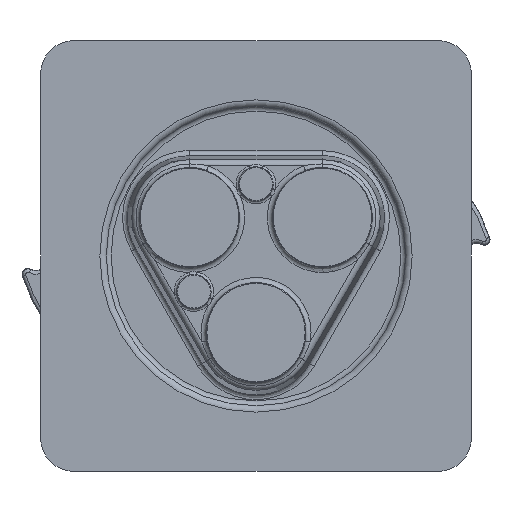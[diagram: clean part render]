
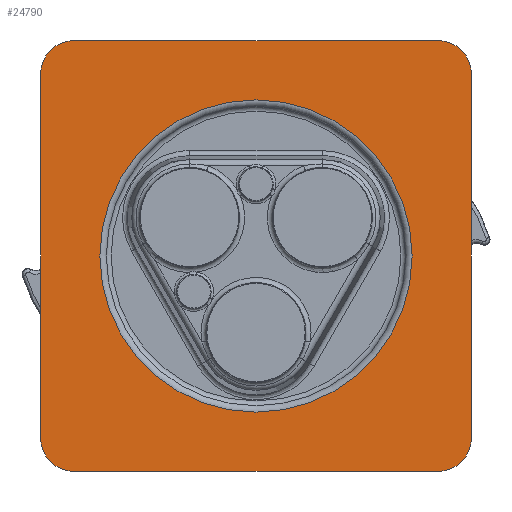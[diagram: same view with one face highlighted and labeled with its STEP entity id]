
A CAD part, top view. The second image highlights one B-rep face of the part: STEP entity #24790.
In plain terms, the highlighted planar face has unit normal (0, 0, 1).
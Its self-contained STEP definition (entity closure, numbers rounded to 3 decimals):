
#1026=FACE_BOUND('',#7387,.T.);
#1225=PLANE('',#27928);
#3043=LINE('',#65803,#3897);
#3044=LINE('',#65807,#3898);
#3045=LINE('',#65811,#3899);
#3046=LINE('',#65815,#3900);
#3897=VECTOR('',#34702,216.001);
#3898=VECTOR('',#34705,216.001);
#3899=VECTOR('',#34708,216.001);
#3900=VECTOR('',#34711,216.001);
#5655=FACE_OUTER_BOUND('',#7386,.T.);
#7386=EDGE_LOOP('',(#21843,#21844,#21845,#21846,#21847,#21848,#21849,#21850));
#7387=EDGE_LOOP('',(#21851));
#9392=CIRCLE('',#27929,19.5);
#9393=CIRCLE('',#27930,19.5);
#9394=CIRCLE('',#27931,19.5);
#9395=CIRCLE('',#27932,19.5);
#9396=CIRCLE('',#27933,92.431);
#11688=VERTEX_POINT('',#65801);
#11689=VERTEX_POINT('',#65802);
#11690=VERTEX_POINT('',#65804);
#11691=VERTEX_POINT('',#65806);
#11692=VERTEX_POINT('',#65808);
#11693=VERTEX_POINT('',#65810);
#11694=VERTEX_POINT('',#65812);
#11695=VERTEX_POINT('',#65814);
#11696=VERTEX_POINT('',#65817);
#15130=EDGE_CURVE('',#11688,#11689,#3043,.T.);
#15131=EDGE_CURVE('',#11689,#11690,#9392,.T.);
#15132=EDGE_CURVE('',#11690,#11691,#3044,.T.);
#15133=EDGE_CURVE('',#11691,#11692,#9393,.T.);
#15134=EDGE_CURVE('',#11692,#11693,#3045,.T.);
#15135=EDGE_CURVE('',#11693,#11694,#9394,.T.);
#15136=EDGE_CURVE('',#11694,#11695,#3046,.T.);
#15137=EDGE_CURVE('',#11695,#11688,#9395,.T.);
#15138=EDGE_CURVE('',#11696,#11696,#9396,.T.);
#21843=ORIENTED_EDGE('',*,*,#15130,.T.);
#21844=ORIENTED_EDGE('',*,*,#15131,.T.);
#21845=ORIENTED_EDGE('',*,*,#15132,.T.);
#21846=ORIENTED_EDGE('',*,*,#15133,.T.);
#21847=ORIENTED_EDGE('',*,*,#15134,.T.);
#21848=ORIENTED_EDGE('',*,*,#15135,.T.);
#21849=ORIENTED_EDGE('',*,*,#15136,.T.);
#21850=ORIENTED_EDGE('',*,*,#15137,.T.);
#21851=ORIENTED_EDGE('',*,*,#15138,.T.);
#24790=ADVANCED_FACE('',(#5655,#1026),#1225,.F.);
#27928=AXIS2_PLACEMENT_3D('',#65800,#34700,#34701);
#27929=AXIS2_PLACEMENT_3D('',#65805,#34703,#34704);
#27930=AXIS2_PLACEMENT_3D('',#65809,#34706,#34707);
#27931=AXIS2_PLACEMENT_3D('',#65813,#34709,#34710);
#27932=AXIS2_PLACEMENT_3D('',#65816,#34712,#34713);
#27933=AXIS2_PLACEMENT_3D('',#65818,#34714,#34715);
#34700=DIRECTION('center_axis',(0.,0.,
-1.));
#34701=DIRECTION('ref_axis',(-1.,0.,0.));
#34702=DIRECTION('',(0.,1.,0.));
#34703=DIRECTION('center_axis',(0.,0.,
1.));
#34704=DIRECTION('ref_axis',(-1.,0.,0.));
#34705=DIRECTION('',(-1.,0.,0.));
#34706=DIRECTION('center_axis',(0.,0.,
1.));
#34707=DIRECTION('ref_axis',(1.,0.,0.));
#34708=DIRECTION('',(0.,-1.,0.));
#34709=DIRECTION('center_axis',(0.,0.,
1.));
#34710=DIRECTION('ref_axis',(1.,0.,0.));
#34711=DIRECTION('',(1.,0.,0.));
#34712=DIRECTION('center_axis',(0.,0.,
1.));
#34713=DIRECTION('ref_axis',(-1.,0.,0.));
#34714=DIRECTION('center_axis',(0.,0.,
-1.));
#34715=DIRECTION('ref_axis',(-1.,0.,0.));
#65800=CARTESIAN_POINT('Origin',(-107.95,107.95,0.));
#65801=CARTESIAN_POINT('',(127.501,-108.001,0.));
#65802=CARTESIAN_POINT('',(127.501,108.001,0.));
#65803=CARTESIAN_POINT('',(127.501,-108.001,0.));
#65804=CARTESIAN_POINT('',(108.001,127.501,0.));
#65805=CARTESIAN_POINT('Origin',(108.001,108.001,0.));
#65806=CARTESIAN_POINT('',(-108.001,127.501,0.));
#65807=CARTESIAN_POINT('',(108.001,127.501,0.));
#65808=CARTESIAN_POINT('',(-127.501,108.001,0.));
#65809=CARTESIAN_POINT('Origin',(-108.001,108.001,0.));
#65810=CARTESIAN_POINT('',(-127.501,-108.001,0.));
#65811=CARTESIAN_POINT('',(-127.501,108.001,0.));
#65812=CARTESIAN_POINT('',(-108.001,-127.501,0.));
#65813=CARTESIAN_POINT('Origin',(-108.001,-108.001,0.));
#65814=CARTESIAN_POINT('',(108.001,-127.501,0.));
#65815=CARTESIAN_POINT('',(-108.001,-127.501,0.));
#65816=CARTESIAN_POINT('Origin',(108.001,-108.001,0.));
#65817=CARTESIAN_POINT('',(-92.431,0.,0.));
#65818=CARTESIAN_POINT('Origin',(0.,0.,
0.));
